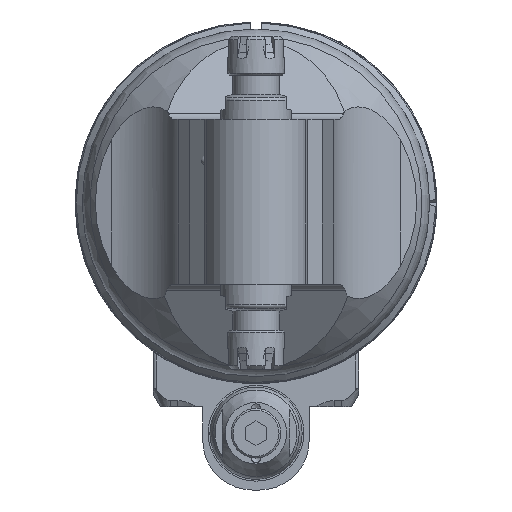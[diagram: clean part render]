
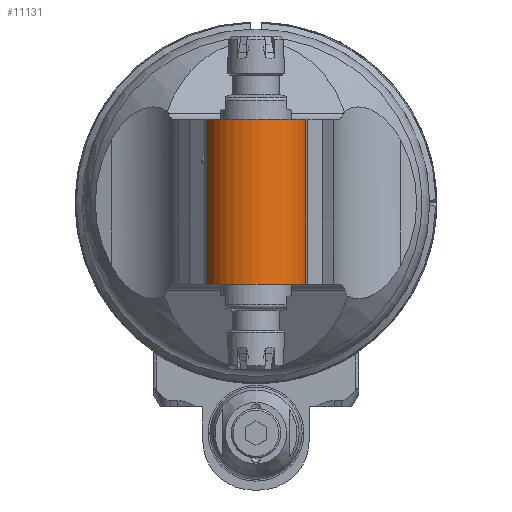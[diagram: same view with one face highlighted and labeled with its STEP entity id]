
A CAD part, front view. The second image highlights one B-rep face of the part: STEP entity #11131.
In plain terms, the highlighted cylindrical face has radius 14.5 mm (diameter 29 mm), a partial arc.
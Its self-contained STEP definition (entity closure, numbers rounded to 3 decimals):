
#976=LINE('',#21868,#1748);
#977=LINE('',#21870,#1749);
#1748=VECTOR('',#15162,46.5);
#1749=VECTOR('',#15165,46.5);
#2075=CYLINDRICAL_SURFACE('',#12328,14.5);
#3026=FACE_OUTER_BOUND('',#3769,.T.);
#3769=EDGE_LOOP('',(#9700,#9701,#9702,#9703));
#4455=CIRCLE('',#12298,14.5);
#4457=CIRCLE('',#12302,14.5);
#5393=VERTEX_POINT('',#21665);
#5394=VERTEX_POINT('',#21667);
#5402=VERTEX_POINT('',#21687);
#5403=VERTEX_POINT('',#21689);
#6860=EDGE_CURVE('',#5394,#5393,#4455,.T.);
#6871=EDGE_CURVE('',#5402,#5403,#4457,.T.);
#6917=EDGE_CURVE('',#5393,#5403,#976,.T.);
#6918=EDGE_CURVE('',#5402,#5394,#977,.T.);
#9700=ORIENTED_EDGE('',*,*,#6871,.F.);
#9701=ORIENTED_EDGE('',*,*,#6918,.T.);
#9702=ORIENTED_EDGE('',*,*,#6860,.T.);
#9703=ORIENTED_EDGE('',*,*,#6917,.T.);
#11131=ADVANCED_FACE('',(#3026),#2075,.T.);
#12298=AXIS2_PLACEMENT_3D('',#21668,#15069,#15070);
#12302=AXIS2_PLACEMENT_3D('',#21690,#15086,#15087);
#12328=AXIS2_PLACEMENT_3D('',#21869,#15163,#15164);
#15069=DIRECTION('center_axis',(0.,0.,-1.));
#15070=DIRECTION('ref_axis',(0.966,-0.259,0.));
#15086=DIRECTION('center_axis',(0.,0.,-1.));
#15087=DIRECTION('ref_axis',(0.966,-0.259,0.));
#15162=DIRECTION('',(0.,0.,-1.));
#15163=DIRECTION('center_axis',(0.,0.,-1.));
#15164=DIRECTION('ref_axis',(0.,-1.,0.));
#15165=DIRECTION('',(0.,0.,1.));
#21665=CARTESIAN_POINT('',(-14.006,-3.753,23.5));
#21667=CARTESIAN_POINT('',(14.006,-3.753,23.5));
#21668=CARTESIAN_POINT('Origin',(0.,0.,23.5));
#21687=CARTESIAN_POINT('',(14.006,-3.753,-23.));
#21689=CARTESIAN_POINT('',(-14.006,-3.753,-23.));
#21690=CARTESIAN_POINT('Origin',(0.,0.,-23.));
#21868=CARTESIAN_POINT('',(-14.006,-3.753,23.5));
#21869=CARTESIAN_POINT('Origin',(0.,0.,66.952));
#21870=CARTESIAN_POINT('',(14.006,-3.753,-23.));
